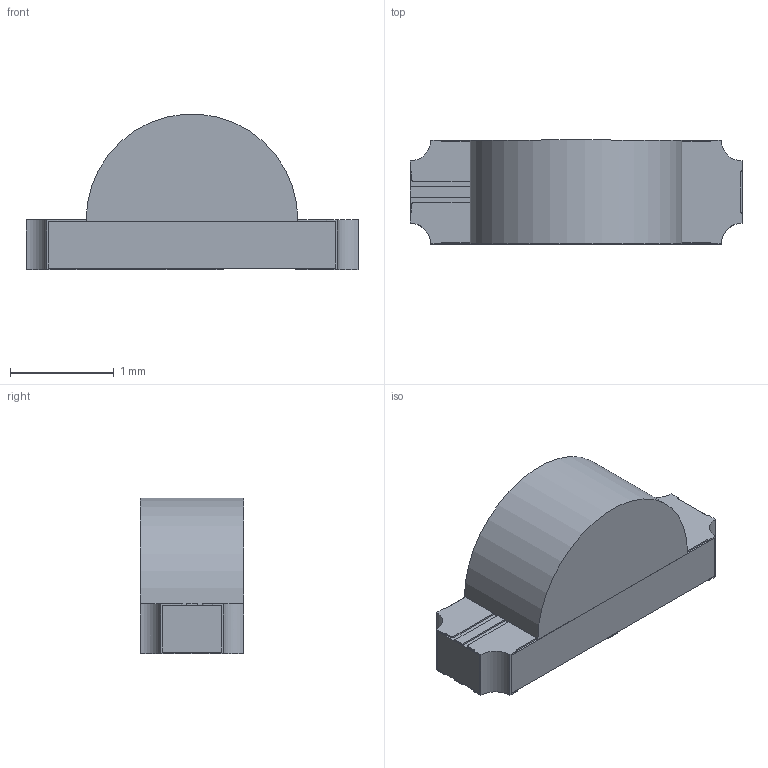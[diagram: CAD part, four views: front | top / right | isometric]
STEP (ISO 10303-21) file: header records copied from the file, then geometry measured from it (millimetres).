
FILE_DESCRIPTION(/* description */ ('Unknown'),/* implementation_level */ '2;1');
FILE_NAME(/* name */ '155312xx73200',/* time_stamp */ '2016-02-10T17:07:24+01:00',/* author */ ('Unknown'),/* organization */ ('Unknown'),/* preprocessor_version */ 'ST-DEVELOPER v16.7',/* originating_system */ 'DEX',/* authorisation */ $);
FILE_SCHEMA (('AUTOMOTIVE_DESIGN {1 0 10303 214 3 1 1}'));
Length unit declared in the file: millimetre
Products named in the file (4): 155312xx73200; housing; contacts; cap
Assembly tree (3 placements, depth 2):
  155312xx73200
    housing
    contacts
    cap
Bounding box: 3.2 x 1 x 1.5 mm (x, y, z)
Volume: 3.1 mm3; surface area: 25.6 mm2
Topology: 7 solids, 7 shells, 180 faces, 504 edges, 336 vertices
Faces by surface type: plane 103, cylinder 77
Entity records: 5959 total; most frequent: CARTESIAN_POINT 1042, DIRECTION 1022, ORIENTED_EDGE 1008, EDGE_CURVE 504, LINE 342, VECTOR 342, AXIS2_PLACEMENT_3D 340, VERTEX_POINT 336
